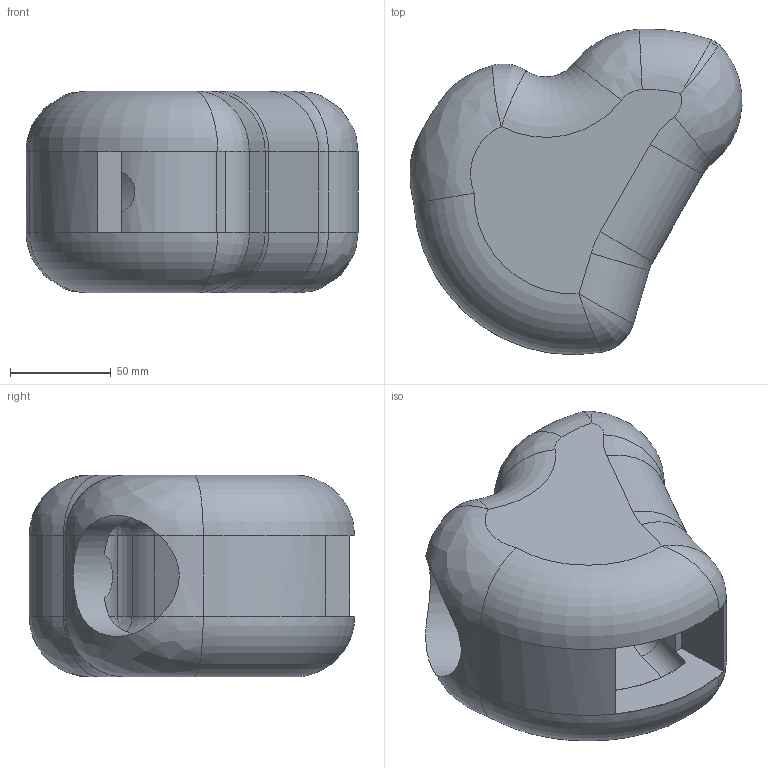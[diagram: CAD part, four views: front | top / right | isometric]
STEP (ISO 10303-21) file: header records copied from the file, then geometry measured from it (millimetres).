
FILE_DESCRIPTION(/* description */ (''),/* implementation_level */ '2;1');
FILE_NAME(/* name */ 'Unicorn Lamp Head Connected.step',/* time_stamp */ '2025-08-05T11:20:39-04:00',/* author */ (''),/* organization */ (''),/* preprocessor_version */ 'ST-DEVELOPER v20.1',/* originating_system */ 'Autodesk Translation Framework v14.10.0.0',/* authorisation */ '');
FILE_SCHEMA (('AUTOMOTIVE_DESIGN { 1 0 10303 214 3 1 1 }'));
Length unit declared in the file: centimetre
Products named in the file (1): 2025-07-27-21-48-17-898
Bounding box: 164.47 x 161.27 x 100 mm (x, y, z)
Volume: 1002439.2 mm3; surface area: 112144.6 mm2
Topology: 1 solids, 1 shells, 86 faces, 210 edges, 118 vertices
Faces by surface type: cylinder 32, torus 24, bspline 16, plane 14
Full cylindrical faces by diameter (mm): 59.988 x1
Entity records: 3476 total; most frequent: CARTESIAN_POINT 1528, ORIENTED_EDGE 408, DIRECTION 408, EDGE_CURVE 204, AXIS2_PLACEMENT_3D 175, VERTEX_POINT 118, CIRCLE 104, FACE_OUTER_BOUND 86
